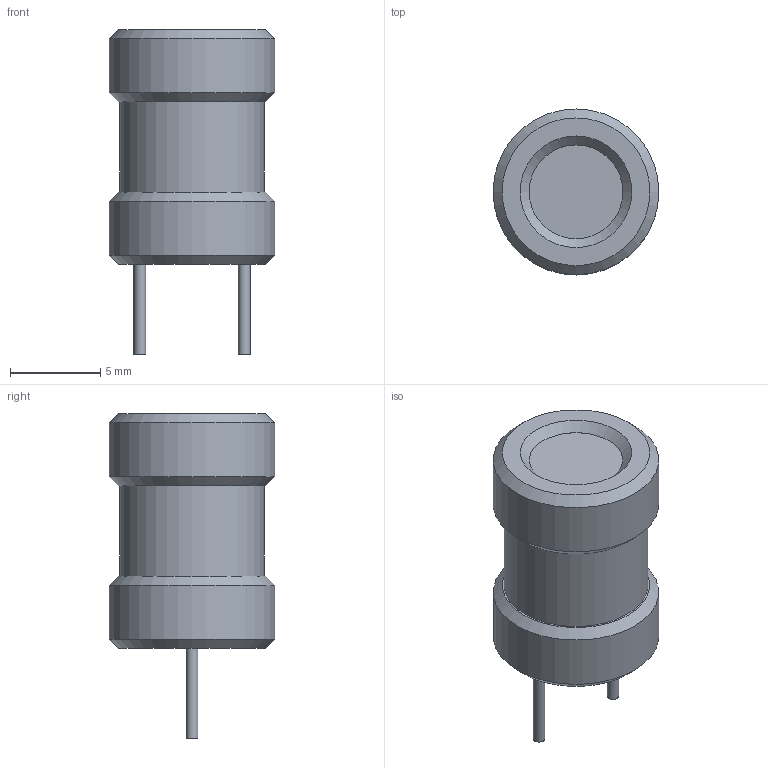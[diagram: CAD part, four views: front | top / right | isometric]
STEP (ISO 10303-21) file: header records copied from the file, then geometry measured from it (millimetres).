
FILE_DESCRIPTION(/* description */ (''),/* implementation_level */ '2;1');
FILE_NAME(/* name */ 'RLB0914.step',/* time_stamp */ '2022-04-26T20:07:55+03:00',/* author */ (''),/* organization */ (''),/* preprocessor_version */ 'ST-DEVELOPER v18.1',/* originating_system */ 'Autodesk Translation Framework v10.14.0.1471',/* authorisation */ '');
FILE_SCHEMA (('AUTOMOTIVE_DESIGN { 1 0 10303 214 3 1 1 }'));
Length unit declared in the file: millimetre
Products named in the file (1): RLB0914
Bounding box: 9.2 x 9.2 x 18 mm (x, y, z)
Volume: 759.8 mm3; surface area: 512.7 mm2
Topology: 3 solids, 3 shells, 20 faces, 33 edges, 22 vertices
Faces by surface type: plane 9, cylinder 6, cone 5
Full cylindrical faces by diameter (mm): 0.65 x2, 5.2 x1, 8 x1, 9.2 x2
Entity records: 517 total; most frequent: DIRECTION 97, CARTESIAN_POINT 76, ORIENTED_EDGE 66, AXIS2_PLACEMENT_3D 43, EDGE_CURVE 33, EDGE_LOOP 23, CIRCLE 22, VERTEX_POINT 22
